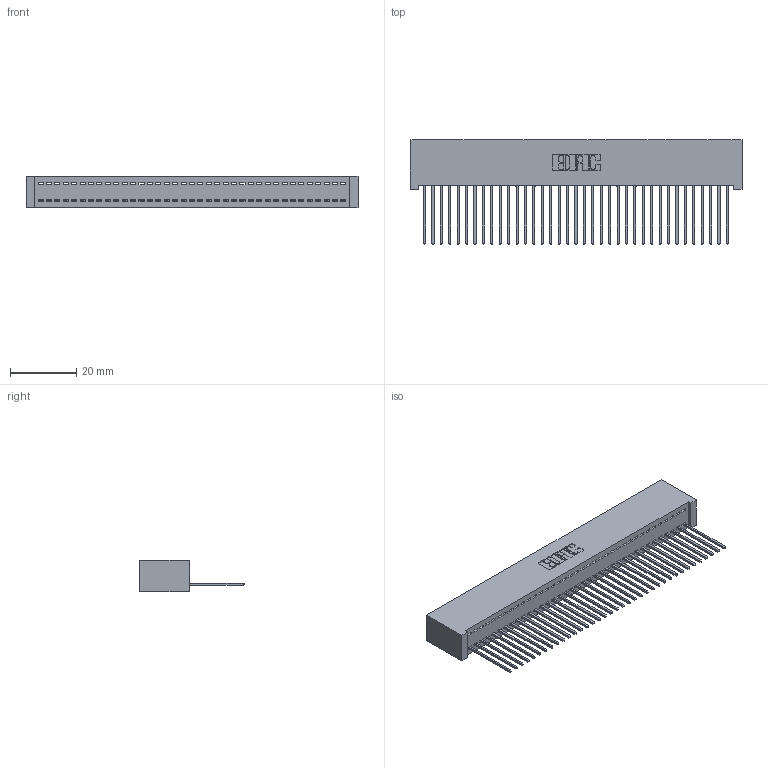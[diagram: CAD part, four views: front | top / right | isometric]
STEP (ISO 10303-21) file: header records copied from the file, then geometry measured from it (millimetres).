
FILE_DESCRIPTION (( 'STEP AP203' ), '1' );
FILE_NAME ('342-037-542-101.STEP', '2019-10-02T14:09:57', ( '' ), ( '' ), 'SwSTEP 2.0', 'SolidWorks 2016', '' );
FILE_SCHEMA (( 'CONFIG_CONTROL_DESIGN' ));
Length unit declared in the file: inch
Products named in the file (3): 342 Part_Lugless; 345-292-001_345-293-142; 342-037-542-101
Assembly tree (38 placements, depth 2):
  342-037-542-101
    342 Part_Lugless
    345-292-001_345-293-142  x37
Bounding box: 100.23 x 31.63 x 9.4 mm (x, y, z)
Volume: 9260.9 mm3; surface area: 14331.2 mm2
Topology: 38 solids, 38 shells, 2248 faces, 6787 edges, 4474 vertices
Faces by surface type: plane 1616, cylinder 632
Entity records: 22875 total; most frequent: CARTESIAN_POINT 3953, ORIENTED_EDGE 3926, DIRECTION 3337, EDGE_CURVE 1963, LINE 1843, VECTOR 1843, VERTEX_POINT 1306, AXIS2_PLACEMENT_3D 747
